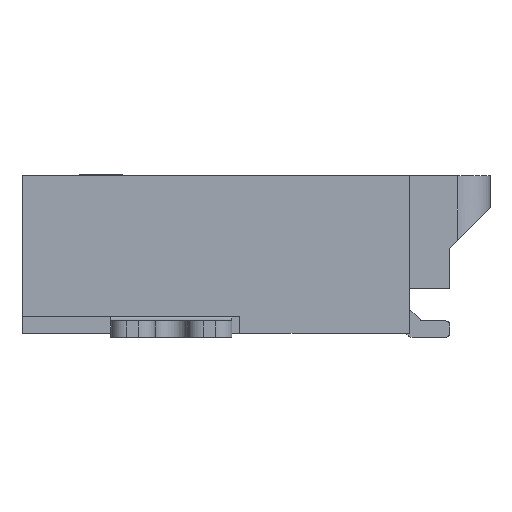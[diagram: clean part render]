
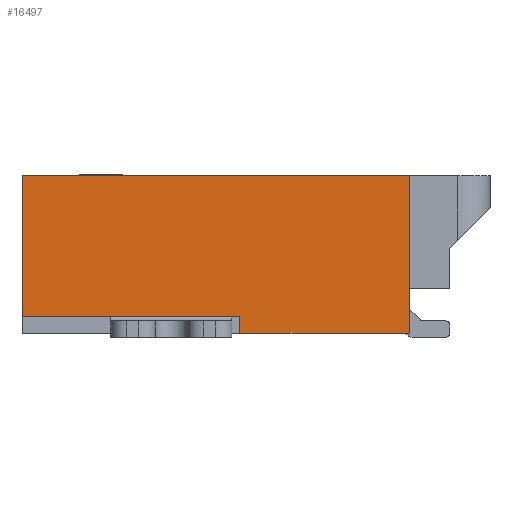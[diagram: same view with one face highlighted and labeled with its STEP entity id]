
A CAD part, left-side view. The second image highlights one B-rep face of the part: STEP entity #16497.
In plain terms, the highlighted planar face has unit normal (-1, 0, 0).
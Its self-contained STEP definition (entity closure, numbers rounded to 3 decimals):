
#79 = VECTOR ( 'NONE', #18133, 1000. ) ;
#508 = CARTESIAN_POINT ( 'NONE',  ( -3.2, 0.2, 0.05 ) ) ;
#1104 = VECTOR ( 'NONE', #10269, 1000. ) ;
#1599 = VERTEX_POINT ( 'NONE', #26782 ) ;
#1769 = EDGE_CURVE ( 'NONE', #1599, #3433, #30878, .T. ) ;
#1792 = DIRECTION ( 'NONE',  ( 0., -1., 0. ) ) ;
#2306 = CARTESIAN_POINT ( 'NONE',  ( -3.2, 2.9, 0.25 ) ) ;
#3433 = VERTEX_POINT ( 'NONE', #2306 ) ;
#4569 = ORIENTED_EDGE ( 'NONE', *, *, #29533, .F. ) ;
#5697 = LINE ( 'NONE', #8391, #79 ) ;
#6572 = CARTESIAN_POINT ( 'NONE',  ( -3.2, -1.9, 0.05 ) ) ;
#6804 = VECTOR ( 'NONE', #28630, 1000. ) ;
#7328 = VECTOR ( 'NONE', #28772, 1000. ) ;
#8087 = VERTEX_POINT ( 'NONE', #21309 ) ;
#8391 = CARTESIAN_POINT ( 'NONE',  ( -3.2, 0., 2. ) ) ;
#8530 = CARTESIAN_POINT ( 'NONE',  ( -3.2, -4.301, 0.25 ) ) ;
#9116 = LINE ( 'NONE', #28595, #7328 ) ;
#9444 = VECTOR ( 'NONE', #14774, 1000. ) ;
#10269 = DIRECTION ( 'NONE',  ( 0., 1., 0. ) ) ;
#11337 = FACE_OUTER_BOUND ( 'NONE', #26432, .T. ) ;
#12522 = ORIENTED_EDGE ( 'NONE', *, *, #31415, .T. ) ;
#12714 = ORIENTED_EDGE ( 'NONE', *, *, #1769, .F. ) ;
#13375 = VERTEX_POINT ( 'NONE', #508 ) ;
#14774 = DIRECTION ( 'NONE',  ( 0., 0., 1. ) ) ;
#14944 = LINE ( 'NONE', #16832, #9444 ) ;
#16497 = ADVANCED_FACE ( 'NONE', ( #11337 ), #18824, .T. ) ;
#16832 = CARTESIAN_POINT ( 'NONE',  ( -3.2, -1.9, 0. ) ) ;
#16912 = CARTESIAN_POINT ( 'NONE',  ( -3.2, 2.9, 2. ) ) ;
#16925 = EDGE_CURVE ( 'NONE', #3433, #28119, #25360, .T. ) ;
#17132 = CARTESIAN_POINT ( 'NONE',  ( -3.2, 0., 0.05 ) ) ;
#17436 = ORIENTED_EDGE ( 'NONE', *, *, #24308, .T. ) ;
#17456 = LINE ( 'NONE', #17132, #1104 ) ;
#18133 = DIRECTION ( 'NONE',  ( 0., 1., 0. ) ) ;
#18824 = PLANE ( 'NONE',  #25985 ) ;
#20737 = ORIENTED_EDGE ( 'NONE', *, *, #16925, .F. ) ;
#21309 = CARTESIAN_POINT ( 'NONE',  ( -3.2, -1.9, 2. ) ) ;
#23004 = VECTOR ( 'NONE', #26112, 1000. ) ;
#24308 = EDGE_CURVE ( 'NONE', #29648, #8087, #14944, .T. ) ;
#24998 = ORIENTED_EDGE ( 'NONE', *, *, #29290, .T. ) ;
#25360 = LINE ( 'NONE', #31203, #23004 ) ;
#25985 = AXIS2_PLACEMENT_3D ( 'NONE', #27944, #28269, #1792 ) ;
#26112 = DIRECTION ( 'NONE',  ( 0., 0., 1. ) ) ;
#26432 = EDGE_LOOP ( 'NONE', ( #12714, #12522, #4569, #17436, #24998, #20737 ) ) ;
#26782 = CARTESIAN_POINT ( 'NONE',  ( -3.2, 0.2, 0.25 ) ) ;
#27944 = CARTESIAN_POINT ( 'NONE',  ( -3.2, 0., 0. ) ) ;
#28119 = VERTEX_POINT ( 'NONE', #16912 ) ;
#28269 = DIRECTION ( 'NONE',  ( -1., 0., 0. ) ) ;
#28595 = CARTESIAN_POINT ( 'NONE',  ( -3.2, 0.2, 0. ) ) ;
#28630 = DIRECTION ( 'NONE',  ( 0., 1., 0. ) ) ;
#28772 = DIRECTION ( 'NONE',  ( 0., 0., -1. ) ) ;
#29290 = EDGE_CURVE ( 'NONE', #8087, #28119, #5697, .T. ) ;
#29533 = EDGE_CURVE ( 'NONE', #29648, #13375, #17456, .T. ) ;
#29648 = VERTEX_POINT ( 'NONE', #6572 ) ;
#30878 = LINE ( 'NONE', #8530, #6804 ) ;
#31203 = CARTESIAN_POINT ( 'NONE',  ( -3.2, 2.9, 0. ) ) ;
#31415 = EDGE_CURVE ( 'NONE', #1599, #13375, #9116, .T. ) ;
